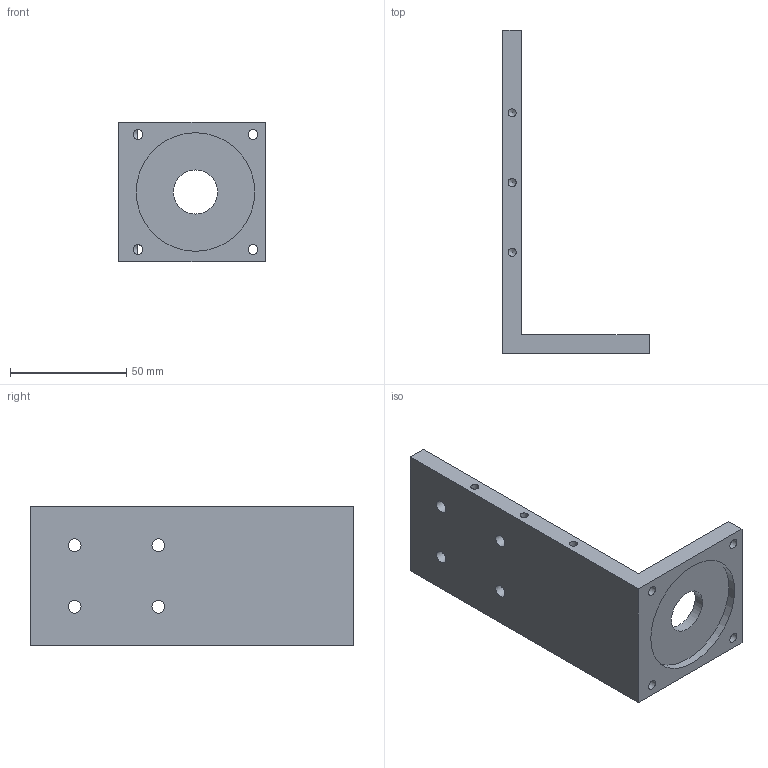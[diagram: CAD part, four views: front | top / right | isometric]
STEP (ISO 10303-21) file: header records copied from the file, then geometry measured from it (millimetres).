
FILE_DESCRIPTION(/* description */ (''),/* implementation_level */ '2;1');
FILE_NAME(/* name */ '5f7df6201678f515e289a647',/* time_stamp */ '2020-10-07T17:08:49+00:00',/* author */ (''),/* organization */ (''),/* preprocessor_version */ 'ST-DEVELOPER v16.7',/* originating_system */ $,/* authorisation */ $);
FILE_SCHEMA (('AUTOMOTIVE_DESIGN {1 0 10303 214 3 1 1}'));
Length unit declared in the file: metre
Products named in the file (1): Part 1
Bounding box: 63 x 139 x 60 mm (x, y, z)
Volume: 83116.9 mm3; surface area: 28658.7 mm2
Topology: 1 solids, 1 shells, 27 faces, 77 edges, 51 vertices
Faces by surface type: cylinder 13, plane 9, cone 5
Full cylindrical faces by diameter (mm): 3.5 x3, 4.2 x4, 5.5 x4, 19 x1, 51 x1
Entity records: 846 total; most frequent: CARTESIAN_POINT 153, DIRECTION 136, ORIENTED_EDGE 108, FACE_BOUND 63, EDGE_LOOP 60, AXIS2_PLACEMENT_3D 56, EDGE_CURVE 54, VERTEX_POINT 47
